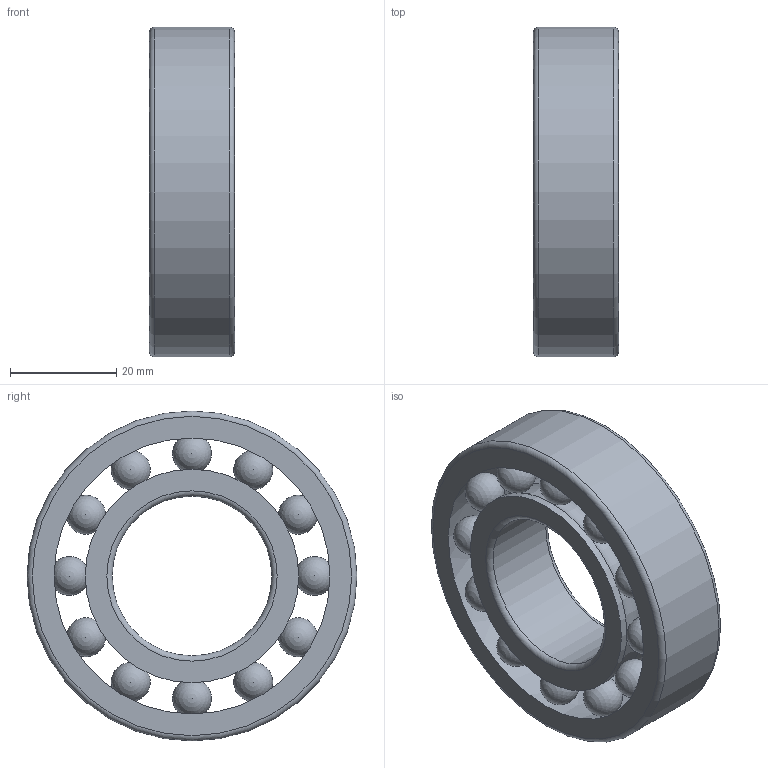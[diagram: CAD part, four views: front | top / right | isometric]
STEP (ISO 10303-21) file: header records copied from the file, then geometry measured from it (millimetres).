
FILE_DESCRIPTION(/* description */ ('STEP AP214'),/* implementation_level */ '2;1');
FILE_NAME(/* name */ '1206S',/* time_stamp */ '2024-10-09T14:01:38+02:00',/* author */ ('License CC BY-ND 4.0'),/* organization */ ('CADENAS'),/* preprocessor_version */ 'ST-DEVELOPER v19.3',/* originating_system */ 'PARTsolutions',/* authorisation */ ' ');
FILE_SCHEMA (('AUTOMOTIVE_DESIGN {1 0 10303 214 3 1 1}'));
Length unit declared in the file: millimetre
Products named in the file (4): 1206S; 1206S Inner ring; 1206S Outer ring; 1206S Ball
Assembly tree (26 placements, depth 2):
  1206S
    1206S Inner ring
    1206S Outer ring
    1206S Ball  x24
Bounding box: 16 x 62 x 62 mm (x, y, z)
Volume: 25619.7 mm3; surface area: 16184.7 mm2
Topology: 26 solids, 26 shells, 40 faces, 100 edges, 64 vertices
Faces by surface type: sphere 25, torus 6, cylinder 5, plane 4
Full cylindrical faces by diameter (mm): 30 x1, 40.112 x3, 62 x1
Entity records: 631 total; most frequent: DIRECTION 120, CARTESIAN_POINT 77, AXIS2_PLACEMENT_3D 60, FACE_BOUND 33, ORIENTED_EDGE 32, EDGE_LOOP 32, PRODUCT_DEFINITION_SHAPE 30, CONTEXT_DEPENDENT_SHAPE_REPRESENTATION 26
